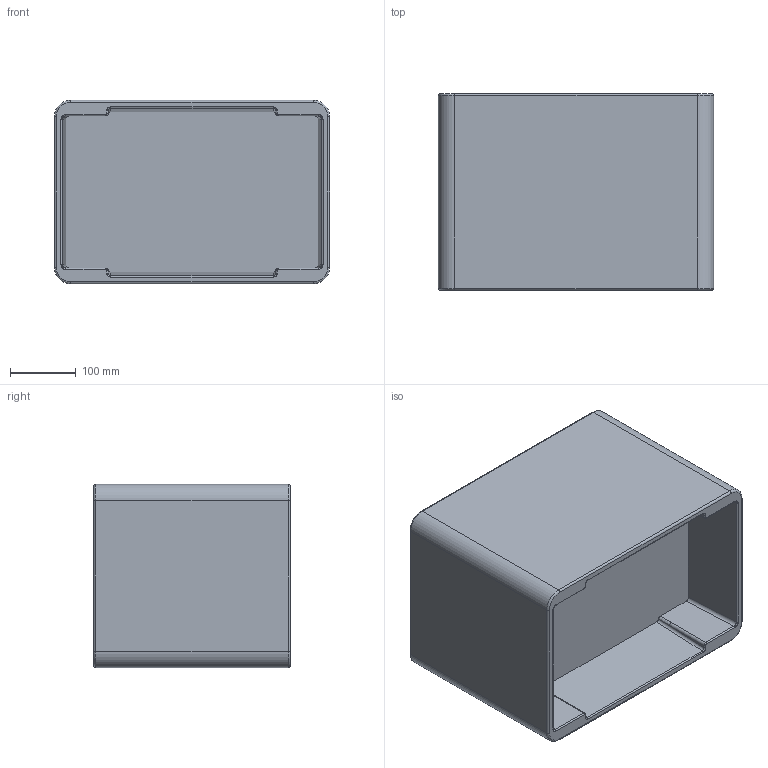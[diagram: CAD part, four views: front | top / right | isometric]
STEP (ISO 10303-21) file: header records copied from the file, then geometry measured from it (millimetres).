
FILE_DESCRIPTION((''),'2;1');
FILE_NAME('420_C_RENDER_ASM','2020-10-20T15:49:01',('ipelchen'),(''),'CREO PARAMETRIC BY PTC INC, 2018190','CREO PARAMETRIC BY PTC INC, 2018190','');
FILE_SCHEMA(('CONFIG_CONTROL_DESIGN'));
Length unit declared in the file: millimetre
Products named in the file (6): KADO_LUSSI_420_C_LIGHT; KADOLUSSI_WASTE_TESTING_ONLY__; KADOLUSSI_WASTE_TOPSEAL__; KADO_SS_CAP__; KADO_LUSSI_WASTE_ASM_ASM; 420_C_RENDER_ASM
Assembly tree (5 placements, depth 3):
  420_C_RENDER_ASM
    KADO_LUSSI_420_C_LIGHT
    KADO_LUSSI_WASTE_ASM_ASM
      KADOLUSSI_WASTE_TESTING_ONLY__
      KADOLUSSI_WASTE_TOPSEAL__
      KADO_SS_CAP__
Bounding box: 420 x 300.01 x 280 mm (x, y, z)
Volume: 23026230.1 mm3; surface area: 830051.1 mm2
Topology: 4 solids, 4 shells, 170 faces, 401 edges, 237 vertices
Faces by surface type: cylinder 57, plane 43, bspline 35, torus 19, cone 10, extrusion 4, sphere 2
Entity records: 8437 total; most frequent: CARTESIAN_POINT 4584, ORIENTED_EDGE 798, DIRECTION 758, EDGE_CURVE 399, AXIS2_PLACEMENT_3D 300, VERTEX_POINT 237, EDGE_LOOP 180, FACE_OUTER_BOUND 170
